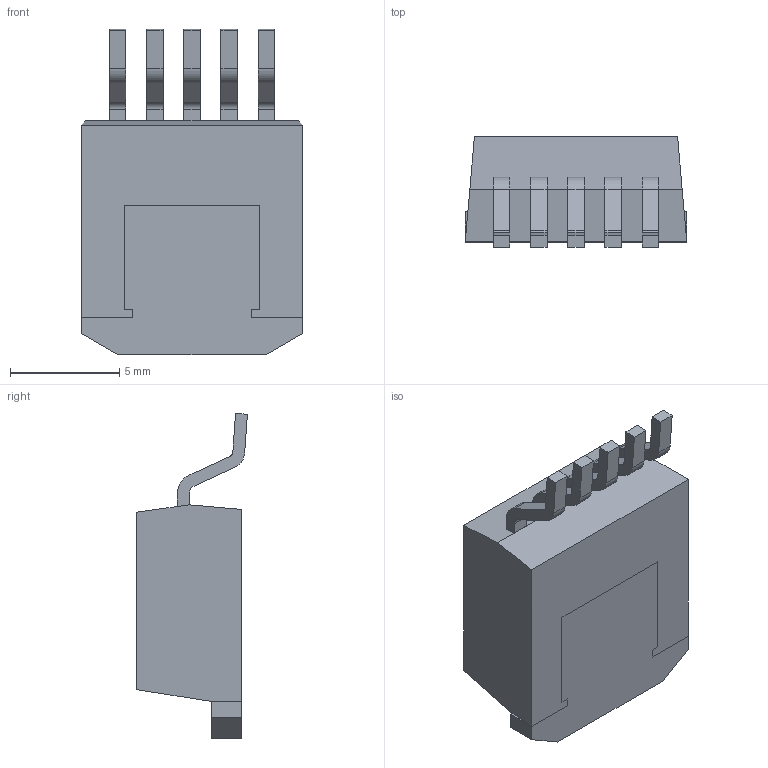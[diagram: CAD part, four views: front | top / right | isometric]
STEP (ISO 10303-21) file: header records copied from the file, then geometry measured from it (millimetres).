
FILE_DESCRIPTION (( 'STEP AP214' ), '1' );
FILE_NAME ('MIC29151-5.0WU.STEP', '2023-02-07T13:20:46', ( '' ), ( '' ), 'SwSTEP 2.0', 'SolidWorks 2021', '' );
FILE_SCHEMA (( 'AUTOMOTIVE_DESIGN' ));
Length unit declared in the file: millimetre
Products named in the file (2): MIC29151-5.0WU; MIC29151-5.0WU_MIC29151-5.0WU
Assembly tree (1 placements, depth 2):
  MIC29151-5.0WU
    MIC29151-5.0WU_MIC29151-5.0WU
Bounding box: 10.16 x 5.08 x 14.91 mm (x, y, z)
Volume: 442 mm3; surface area: 580.9 mm2
Topology: 7 solids, 7 shells, 103 faces, 265 edges, 176 vertices
Faces by surface type: plane 83, cylinder 20
Entity records: 3223 total; most frequent: CARTESIAN_POINT 548, ORIENTED_EDGE 530, DIRECTION 519, EDGE_CURVE 265, VECTOR 225, LINE 225, VERTEX_POINT 176, AXIS2_PLACEMENT_3D 147
